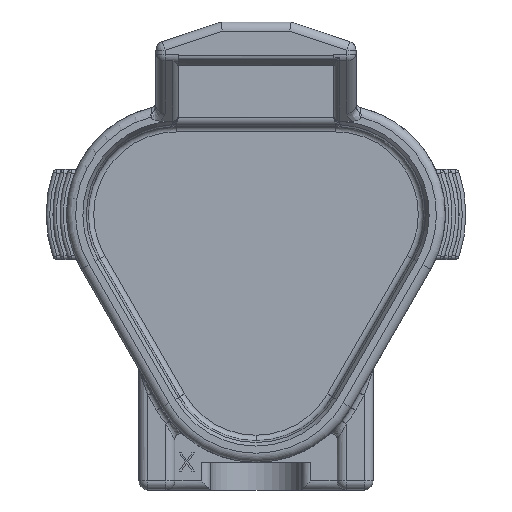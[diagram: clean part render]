
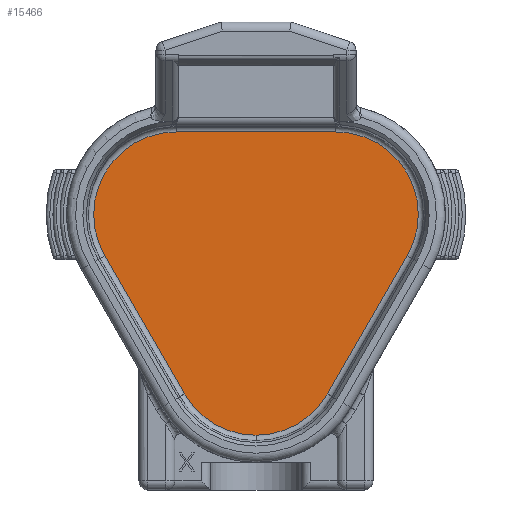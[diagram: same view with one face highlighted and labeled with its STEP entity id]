
A CAD part, front view. The second image highlights one B-rep face of the part: STEP entity #15466.
In plain terms, the highlighted planar face has unit normal (0, -1, 0).
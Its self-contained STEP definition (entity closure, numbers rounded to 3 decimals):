
#4467=CARTESIAN_POINT('',(0.,16.13,-5.114));
#4468=DIRECTION('',(0.,-1.,0.));
#4469=DIRECTION('',(-0.866,0.,-0.5));
#4470=AXIS2_PLACEMENT_3D('',#4467,#4468,#4469);
#4472=DIRECTION('',(0.5,0.,-0.866));
#4473=VECTOR('',#4472,8.858);
#4474=CARTESIAN_POINT('',(-8.396,16.13,0.267));
#4475=LINE('',#4474,#4473);
#4476=CARTESIAN_POINT('',(-4.429,16.13,2.557));
#4477=DIRECTION('',(0.,-1.,0.));
#4478=DIRECTION('',(0.,0.,1.));
#4479=AXIS2_PLACEMENT_3D('',#4476,#4477,#4478);
#4481=CARTESIAN_POINT('',(4.429,16.13,2.557));
#4482=DIRECTION('',(0.,-1.,0.));
#4483=DIRECTION('',(0.866,0.,-0.5));
#4484=AXIS2_PLACEMENT_3D('',#4481,#4482,#4483);
#4486=DIRECTION('',(0.5,0.,0.866));
#4487=VECTOR('',#4486,8.858);
#4488=CARTESIAN_POINT('',(3.966,16.13,-7.404));
#4489=LINE('',#4488,#4487);
#4490=CARTESIAN_POINT('',(0.,16.13,-5.114));
#4491=DIRECTION('',(0.,-1.,0.));
#4492=DIRECTION('',(0.,0.,-1.));
#4493=AXIS2_PLACEMENT_3D('',#4490,#4491,#4492);
#4518=DIRECTION('',(1.,0.,0.));
#4519=VECTOR('',#4518,8.858);
#4520=CARTESIAN_POINT('',(-4.429,16.13,7.137));
#4521=LINE('',#4520,#4519);
#8678=CARTESIAN_POINT('',(-3.966,16.13,-7.404));
#8679=CARTESIAN_POINT('',(0.,16.13,-9.694));
#8680=VERTEX_POINT('',#8678);
#8681=VERTEX_POINT('',#8679);
#8946=CARTESIAN_POINT('',(-4.429,16.13,7.137));
#8948=VERTEX_POINT('',#8946);
#8954=CARTESIAN_POINT('',(8.396,16.13,0.267));
#8955=VERTEX_POINT('',#8954);
#8964=CARTESIAN_POINT('',(4.429,16.13,7.137));
#8965=VERTEX_POINT('',#8964);
#9025=CARTESIAN_POINT('',(-8.396,16.13,0.267));
#9027=VERTEX_POINT('',#9025);
#9028=CARTESIAN_POINT('',(3.966,16.13,-7.404));
#9029=VERTEX_POINT('',#9028);
#15447=CARTESIAN_POINT('',(9.683,16.13,7.786));
#15448=DIRECTION('',(0.,-1.,0.));
#15449=DIRECTION('',(-1.,0.,0.));
#15450=AXIS2_PLACEMENT_3D('',#15447,#15448,#15449);
#15451=PLANE('',#15450);
#15452=ORIENTED_EDGE('',*,*,#15428,.F.);
#15454=ORIENTED_EDGE('',*,*,#15453,.F.);
#15456=ORIENTED_EDGE('',*,*,#15455,.F.);
#15458=ORIENTED_EDGE('',*,*,#15457,.T.);
#15460=ORIENTED_EDGE('',*,*,#15459,.F.);
#15462=ORIENTED_EDGE('',*,*,#15461,.F.);
#15463=ORIENTED_EDGE('',*,*,#15438,.F.);
#15464=EDGE_LOOP('',(#15452,#15454,#15456,#15458,#15460,#15462,#15463));
#15465=FACE_OUTER_BOUND('',#15464,.F.);
#15466=ADVANCED_FACE('',(#15465),#15451,.T.);
#4471=CIRCLE('',#4470,4.58);
#4480=CIRCLE('',#4479,4.58);
#4485=CIRCLE('',#4484,4.58);
#4494=CIRCLE('',#4493,4.58);
#15428=EDGE_CURVE('',#8680,#8681,#4471,.T.);
#15438=EDGE_CURVE('',#8681,#9029,#4494,.T.);
#15453=EDGE_CURVE('',#9027,#8680,#4475,.T.);
#15455=EDGE_CURVE('',#8948,#9027,#4480,.T.);
#15457=EDGE_CURVE('',#8948,#8965,#4521,.T.);
#15459=EDGE_CURVE('',#8955,#8965,#4485,.T.);
#15461=EDGE_CURVE('',#9029,#8955,#4489,.T.);
